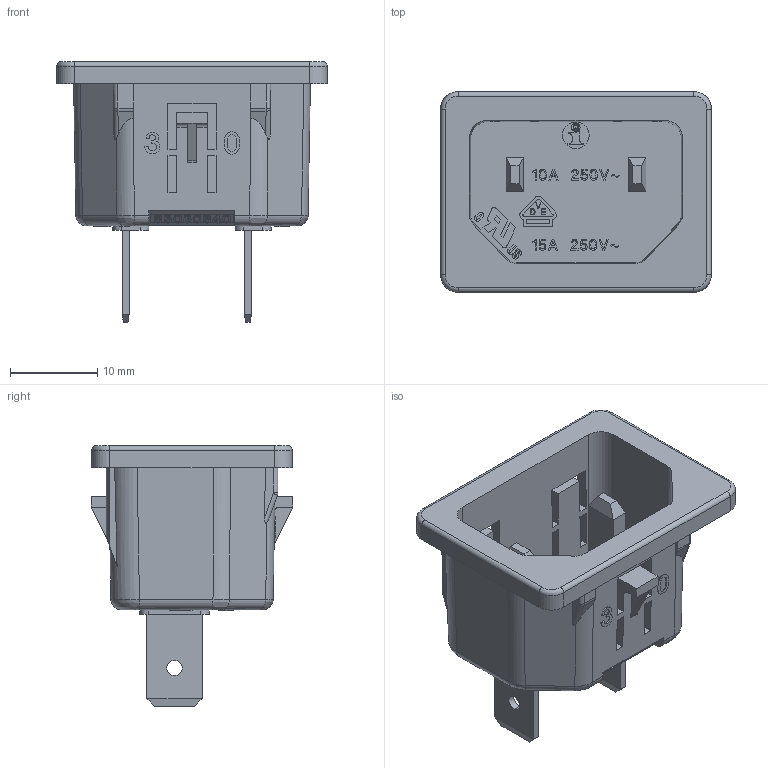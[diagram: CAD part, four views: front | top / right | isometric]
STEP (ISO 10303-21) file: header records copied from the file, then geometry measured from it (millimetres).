
FILE_DESCRIPTION(('Creo Elements/Direct Modeling STEP Export'),'2;1');
FILE_NAME('83030840_R5_C18_Snap-in_QD_3.0mm_11-9-16.stp','2016-11-09T15:16:51',(''),(''),'PTC Creo Elements/Direct Modeling STEP processor for AP203 (Solid Model)','PTC Creo Elements/Direct Modeling 19.0D 23-Nov-2015 (C) Parametric Technology GmbH','');
FILE_SCHEMA(('CONFIG_CONTROL_DESIGN'));
Length unit declared in the file: millimetre
Products named in the file (5): Contacts_Measured_L-N_QD; Contacts_C18_QD_Assy; C18_Snap-in_BODY_3.0mm_R5_11-9-16; Part-Number-Insert_83030840; 83030840_R5_C18_Snap-in_QD_3.0mm_11-9-16
Assembly tree (5 placements, depth 3):
  83030840_R5_C18_Snap-in_QD_3.0mm_11-9-16
    Part-Number-Insert_83030840
    C18_Snap-in_BODY_3.0mm_R5_11-9-16
    Contacts_C18_QD_Assy
      Contacts_Measured_L-N_QD  x2
Bounding box: 31 x 23.08 x 29.83 mm (x, y, z)
Volume: 3581.2 mm3; surface area: 5035.5 mm2
Topology: 4 solids, 4 shells, 1778 faces, 5038 edges, 3347 vertices
Faces by surface type: plane 1623, cylinder 110, extrusion 29, bspline 12, torus 4
Entity records: 59200 total; most frequent: CARTESIAN_POINT 13401, ORIENTED_EDGE 9954, DIRECTION 8392, EDGE_CURVE 4977, VECTOR 4658, LINE 4629, VERTEX_POINT 3309, AXIS2_PLACEMENT_3D 1867
